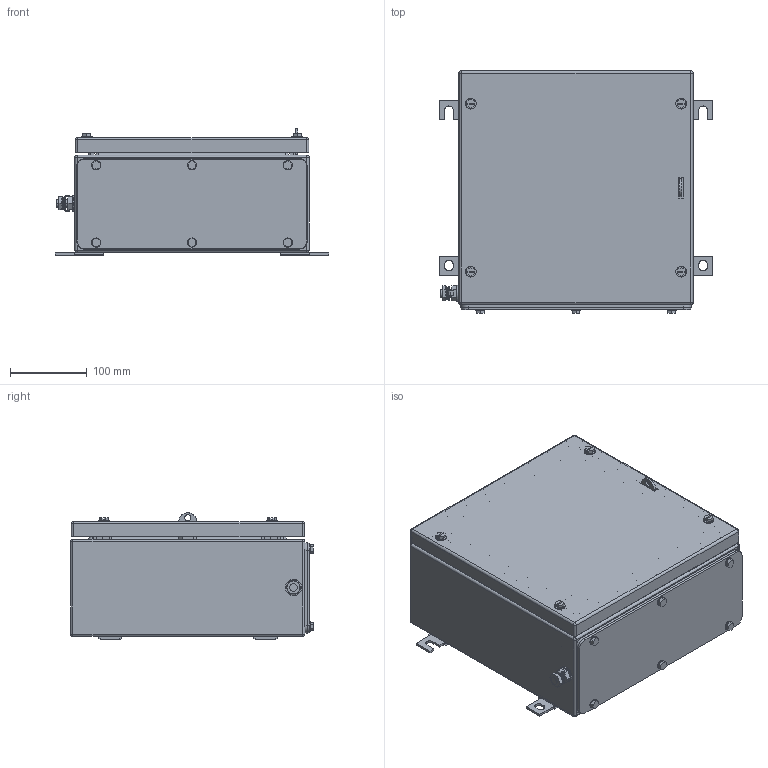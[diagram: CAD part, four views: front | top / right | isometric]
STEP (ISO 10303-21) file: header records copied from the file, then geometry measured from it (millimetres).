
FILE_DESCRIPTION(('CATIA V5 STEP Exchange','CAx-IF Rec.Pracs.--- Model Styling and Organization---1.4--- 2014-01-23'),'2;1');
FILE_NAME ('008510-8_2_1194710000_1194710000.stp','2019-07-02T09:58:20+00:00',('none'),('Weidmueller'),'CATIA Version 5-6 Release 2016 SP3 HF44','CATIA V5 STEP AP214','none');
FILE_SCHEMA(('AUTOMOTIVE_DESIGN { 1 0 10303 214 1 1 1 1 }'));
Length unit declared in the file: millimetre
Products named in the file (1): 1194710000
Bounding box: 357 x 317 x 165 mm (x, y, z)
Volume: 854994.1 mm3; surface area: 979415.5 mm2
Topology: 51 solids, 51 shells, 1284 faces, 3104 edges, 1948 vertices
Faces by surface type: plane 647, cylinder 461, cone 132, sphere 24, torus 20
Entity records: 35072 total; most frequent: CARTESIAN_POINT 6821, ORIENTED_EDGE 6120, DIRECTION 4837, EDGE_CURVE 3060, AXIS2_PLACEMENT_3D 1978, VERTEX_POINT 1948, VECTOR 1908, LINE 1908
